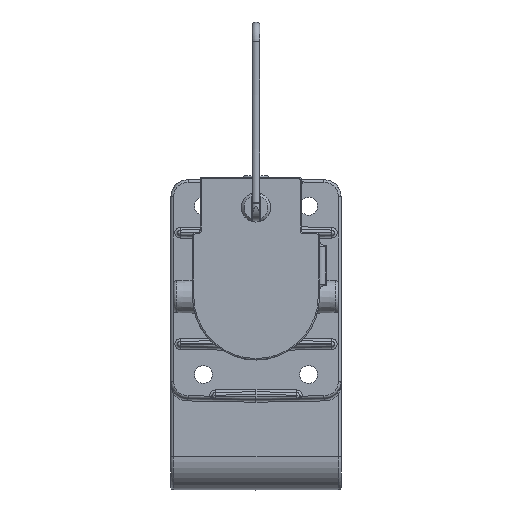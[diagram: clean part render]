
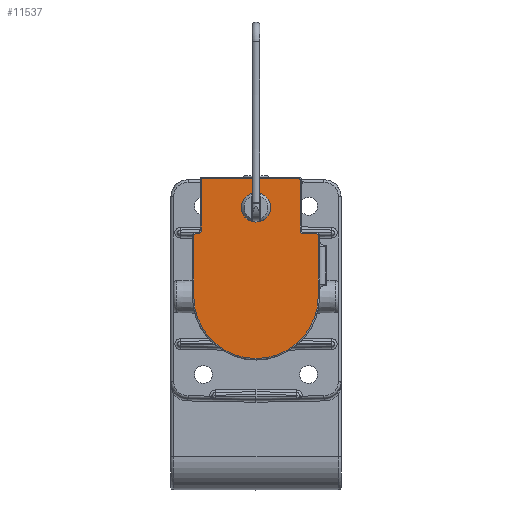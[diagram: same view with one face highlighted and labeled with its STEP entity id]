
A CAD part, top view. The second image highlights one B-rep face of the part: STEP entity #11537.
In plain terms, the highlighted face is planar.
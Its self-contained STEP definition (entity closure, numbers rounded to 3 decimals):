
#1216=FACE_OUTER_BOUND('',#2007,.T.);
#2007=EDGE_LOOP('',(#8723,#8724,#8725,#8726,#8727,#8728,#8729,#8730,#8731,
#8732,#8733,#8734,#8735,#8736));
#2810=CIRCLE('',#12681,1.);
#2816=CIRCLE('',#12689,3.);
#2820=CIRCLE('',#12694,1.);
#2824=CIRCLE('',#12700,47.);
#2828=CIRCLE('',#12705,1.);
#2832=CIRCLE('',#12711,3.);
#2836=CIRCLE('',#12716,1.);
#3690=LINE('',#22027,#4244);
#3692=LINE('',#22039,#4246);
#3694=LINE('',#22059,#4248);
#3696=LINE('',#22071,#4250);
#3698=LINE('',#22091,#4252);
#3700=LINE('',#22103,#4254);
#3702=LINE('',#22120,#4256);
#4244=VECTOR('',#15117,10.);
#4246=VECTOR('',#15131,10.);
#4248=VECTOR('',#15143,10.);
#4250=VECTOR('',#15157,10.);
#4252=VECTOR('',#15169,10.);
#4254=VECTOR('',#15183,10.);
#4256=VECTOR('',#15193,10.);
#4997=VERTEX_POINT('',#22015);
#4998=VERTEX_POINT('',#22017);
#5000=VERTEX_POINT('',#22023);
#5002=VERTEX_POINT('',#22029);
#5004=VERTEX_POINT('',#22035);
#5006=VERTEX_POINT('',#22049);
#5008=VERTEX_POINT('',#22055);
#5010=VERTEX_POINT('',#22061);
#5012=VERTEX_POINT('',#22067);
#5014=VERTEX_POINT('',#22081);
#5016=VERTEX_POINT('',#22087);
#5018=VERTEX_POINT('',#22093);
#5020=VERTEX_POINT('',#22099);
#5022=VERTEX_POINT('',#22113);
#6263=EDGE_CURVE('',#4997,#4998,#2810,.T.);
#6268=EDGE_CURVE('',#4998,#5000,#3690,.T.);
#6271=EDGE_CURVE('',#5000,#5002,#2816,.T.);
#6274=EDGE_CURVE('',#5002,#5004,#3692,.T.);
#6277=EDGE_CURVE('',#5004,#5006,#2820,.T.);
#6280=EDGE_CURVE('',#5006,#5008,#3694,.T.);
#6283=EDGE_CURVE('',#5008,#5010,#2824,.T.);
#6286=EDGE_CURVE('',#5010,#5012,#3696,.T.);
#6289=EDGE_CURVE('',#5012,#5014,#2828,.T.);
#6292=EDGE_CURVE('',#5014,#5016,#3698,.T.);
#6295=EDGE_CURVE('',#5016,#5018,#2832,.T.);
#6298=EDGE_CURVE('',#5018,#5020,#3700,.T.);
#6301=EDGE_CURVE('',#5020,#5022,#2836,.T.);
#6303=EDGE_CURVE('',#5022,#4997,#3702,.T.);
#8723=ORIENTED_EDGE('',*,*,#6263,.F.);
#8724=ORIENTED_EDGE('',*,*,#6303,.F.);
#8725=ORIENTED_EDGE('',*,*,#6301,.F.);
#8726=ORIENTED_EDGE('',*,*,#6298,.F.);
#8727=ORIENTED_EDGE('',*,*,#6295,.F.);
#8728=ORIENTED_EDGE('',*,*,#6292,.F.);
#8729=ORIENTED_EDGE('',*,*,#6289,.F.);
#8730=ORIENTED_EDGE('',*,*,#6286,.F.);
#8731=ORIENTED_EDGE('',*,*,#6283,.F.);
#8732=ORIENTED_EDGE('',*,*,#6280,.F.);
#8733=ORIENTED_EDGE('',*,*,#6277,.F.);
#8734=ORIENTED_EDGE('',*,*,#6274,.F.);
#8735=ORIENTED_EDGE('',*,*,#6271,.F.);
#8736=ORIENTED_EDGE('',*,*,#6268,.F.);
#10410=PLANE('',#12730);
#11537=ADVANCED_FACE('',(#1216),#10410,.F.);
#12681=AXIS2_PLACEMENT_3D('',#22018,#15106,#15107);
#12689=AXIS2_PLACEMENT_3D('',#22033,#15124,#15125);
#12694=AXIS2_PLACEMENT_3D('',#22053,#15136,#15137);
#12700=AXIS2_PLACEMENT_3D('',#22065,#15150,#15151);
#12705=AXIS2_PLACEMENT_3D('',#22085,#15162,#15163);
#12711=AXIS2_PLACEMENT_3D('',#22097,#15176,#15177);
#12716=AXIS2_PLACEMENT_3D('',#22117,#15188,#15189);
#12730=AXIS2_PLACEMENT_3D('',#22157,#15231,#15232);
#15106=DIRECTION('center_axis',(-1.,0.,0.));
#15107=DIRECTION('ref_axis',(0.,0.707,0.707));
#15117=DIRECTION('',(0.,0.,-1.));
#15124=DIRECTION('center_axis',(1.,0.,0.));
#15125=DIRECTION('ref_axis',(0.,-0.707,-0.707));
#15131=DIRECTION('',(0.,1.,0.));
#15136=DIRECTION('center_axis',(-1.,0.,0.));
#15137=DIRECTION('ref_axis',(0.,0.707,0.707));
#15143=DIRECTION('',(0.,0.,-1.));
#15150=DIRECTION('center_axis',(-1.,0.,0.));
#15151=DIRECTION('ref_axis',(0.,0.,
-1.));
#15157=DIRECTION('',(0.,0.,1.));
#15162=DIRECTION('center_axis',(-1.,0.,0.));
#15163=DIRECTION('ref_axis',(0.,-0.707,0.707));
#15169=DIRECTION('',(0.,1.,0.));
#15176=DIRECTION('center_axis',(1.,0.,0.));
#15177=DIRECTION('ref_axis',(0.,0.707,-0.707));
#15183=DIRECTION('',(0.,0.,1.));
#15188=DIRECTION('center_axis',(-1.,0.,0.));
#15189=DIRECTION('ref_axis',(0.,-0.707,0.707));
#15193=DIRECTION('',(0.,1.,0.));
#15231=DIRECTION('center_axis',(-1.,0.,0.));
#15232=DIRECTION('ref_axis',(0.,0.,1.));
#22015=CARTESIAN_POINT('',(0.,32.25,89.));
#22017=CARTESIAN_POINT('',(0.,33.25,88.));
#22018=CARTESIAN_POINT('Origin',(0.,32.25,88.));
#22023=CARTESIAN_POINT('',(0.,33.25,50.));
#22027=CARTESIAN_POINT('',(0.,33.25,46.671));
#22029=CARTESIAN_POINT('',(0.,36.25,47.));
#22033=CARTESIAN_POINT('Origin',(0.,36.25,50.));
#22035=CARTESIAN_POINT('',(0.,46.,47.));
#22039=CARTESIAN_POINT('',(0.,-0.41,47.));
#22049=CARTESIAN_POINT('',(0.,47.,46.));
#22053=CARTESIAN_POINT('Origin',(0.,46.,46.));
#22055=CARTESIAN_POINT('',(0.,47.,0.));
#22059=CARTESIAN_POINT('',(0.,47.,25.171));
#22061=CARTESIAN_POINT('',(0.,-47.,0.));
#22065=CARTESIAN_POINT('Origin',(0.,0.,
0.));
#22067=CARTESIAN_POINT('',(0.,-47.,46.));
#22071=CARTESIAN_POINT('',(0.,-47.,25.171));
#22081=CARTESIAN_POINT('',(0.,-46.,47.));
#22085=CARTESIAN_POINT('Origin',(0.,-46.,46.));
#22087=CARTESIAN_POINT('',(0.,-44.25,47.));
#22091=CARTESIAN_POINT('',(0.,-0.41,47.));
#22093=CARTESIAN_POINT('',(0.,-41.25,50.));
#22097=CARTESIAN_POINT('Origin',(0.,-44.25,50.));
#22099=CARTESIAN_POINT('',(0.,-41.25,88.));
#22103=CARTESIAN_POINT('',(0.,-41.25,46.671));
#22113=CARTESIAN_POINT('',(0.,-40.25,89.));
#22117=CARTESIAN_POINT('Origin',(0.,-40.25,88.));
#22120=CARTESIAN_POINT('',(0.,6.14,89.));
#22157=CARTESIAN_POINT('Origin',(0.,-0.82,
26.342));
